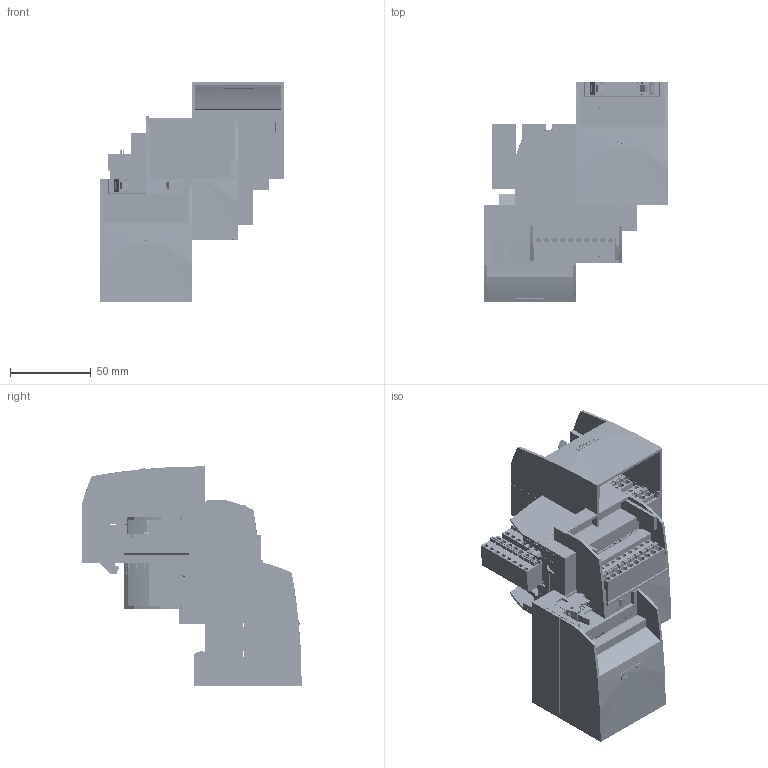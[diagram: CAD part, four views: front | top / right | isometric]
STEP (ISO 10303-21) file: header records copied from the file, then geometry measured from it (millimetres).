
FILE_DESCRIPTION( ( 'Unknown' ), '1' );
FILE_NAME( '6es79240ca200bc0_001_stp.stp', 'Unknown', ( 'Unknown' ), ( 'Unknown' ), 'PSStep 13.0', 'Unknown', ' ' );
FILE_SCHEMA( ( 'AUTOMOTIVE_DESIGN { 1 0 10303 214 1 1 1 1 }' ) );
Length unit declared in the file: millimetre
Products named in the file (60): Assem1; 6es79240ca200bc0_001; Device_G2CR-oa1_1; Motherboard-8bit_TP2_3_A-oa0_1; PCB 8bit_TP2_3_A_3; FCI-71918-116BLF_4; SAURO MCQxx001 Block 10+10+8-TP3; SIEMENS-Kleber-17x4,5_7; C98130-A7800-C011CR_2; C98130-A7800-C013.CR_2; C98130-A7800-C012CR_2; C98130-A7800-X270_0
Bounding box: 114 x 136 x 136 mm (x, y, z)
Volume: 438410.2 mm3; surface area: 318507.3 mm2
Topology: 182 solids, 182 shells, 9215 faces, 22860 edges, 15421 vertices
Faces by surface type: plane 7704, cylinder 1255, extrusion 256
Full cylindrical faces by diameter (mm): 0.4 x280, 0.5 x10, 1.02 x80, 1.4 x495, 4 x148
Entity records: 83231 total; most frequent: CARTESIAN_POINT 15889, ORIENTED_EDGE 9872, DIRECTION 9550, EDGE_CURVE 4936, VECTOR 4334, LINE 4250, VERTEX_POINT 3426, EDGE_LOOP 2858
